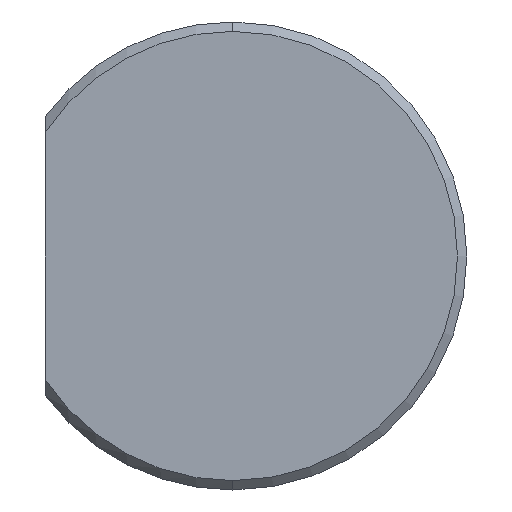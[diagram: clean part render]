
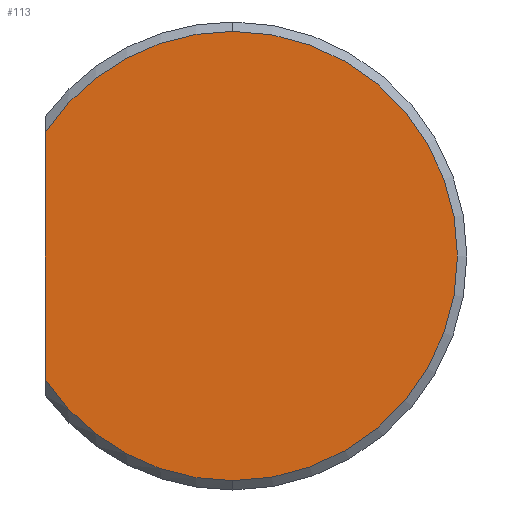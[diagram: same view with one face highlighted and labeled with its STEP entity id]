
A CAD part, front view. The second image highlights one B-rep face of the part: STEP entity #113.
In plain terms, the highlighted planar face has unit normal (0, -1, 0).
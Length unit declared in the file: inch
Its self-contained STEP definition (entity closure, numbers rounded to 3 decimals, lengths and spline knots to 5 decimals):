
#19 = FACE_OUTER_BOUND ( 'NONE', #322, .T. ) ;
#34 = CIRCLE ( 'NONE', #224, 0.11985 ) ;
#35 = VERTEX_POINT ( 'NONE', #318 ) ;
#51 = CARTESIAN_POINT ( 'NONE',  ( 0., 0., 0. ) ) ;
#52 = EDGE_CURVE ( 'NONE', #83, #35, #299, .T. ) ;
#74 = PLANE ( 'NONE',  #158 ) ;
#76 = EDGE_CURVE ( 'NONE', #35, #262, #34, .T. ) ;
#81 = VERTEX_POINT ( 'NONE', #250 ) ;
#83 = VERTEX_POINT ( 'NONE', #375 ) ;
#92 = ORIENTED_EDGE ( 'NONE', *, *, #52, .T. ) ;
#96 = EDGE_CURVE ( 'NONE', #81, #262, #368, .T. ) ;
#110 = DIRECTION ( 'NONE',  ( 0., 0., 1. ) ) ;
#113 = ADVANCED_FACE ( 'NONE', ( #19 ), #74, .F. ) ;
#114 = EDGE_CURVE ( 'NONE', #81, #83, #201, .T. ) ;
#123 = DIRECTION ( 'NONE',  ( 0., 0., 1. ) ) ;
#130 = CARTESIAN_POINT ( 'NONE',  ( 0., 0., 0. ) ) ;
#158 = AXIS2_PLACEMENT_3D ( 'NONE', #330, #399, #233 ) ;
#163 = DIRECTION ( 'NONE',  ( 0., 0., 1. ) ) ;
#168 = ORIENTED_EDGE ( 'NONE', *, *, #114, .T. ) ;
#179 = AXIS2_PLACEMENT_3D ( 'NONE', #130, #350, #163 ) ;
#201 = CIRCLE ( 'NONE', #179, 0.11985 ) ;
#203 = CARTESIAN_POINT ( 'NONE',  ( 0., 0., 0. ) ) ;
#224 = AXIS2_PLACEMENT_3D ( 'NONE', #203, #413, #245 ) ;
#225 = ORIENTED_EDGE ( 'NONE', *, *, #96, .F. ) ;
#233 = DIRECTION ( 'NONE',  ( 0., 0., 1. ) ) ;
#245 = DIRECTION ( 'NONE',  ( 0., 0., 1. ) ) ;
#250 = CARTESIAN_POINT ( 'NONE',  ( -0.10015, 0., -0.06583 ) ) ;
#262 = VERTEX_POINT ( 'NONE', #409 ) ;
#280 = ORIENTED_EDGE ( 'NONE', *, *, #76, .T. ) ;
#289 = VECTOR ( 'NONE', #110, 39.37008 ) ;
#299 = CIRCLE ( 'NONE', #306, 0.11985 ) ;
#306 = AXIS2_PLACEMENT_3D ( 'NONE', #51, #374, #123 ) ;
#318 = CARTESIAN_POINT ( 'NONE',  ( 0., 0., 0.11985 ) ) ;
#322 = EDGE_LOOP ( 'NONE', ( #225, #168, #92, #280 ) ) ;
#330 = CARTESIAN_POINT ( 'NONE',  ( 0., 0., 0. ) ) ;
#350 = DIRECTION ( 'NONE',  ( 0., -1., 0. ) ) ;
#365 = CARTESIAN_POINT ( 'NONE',  ( -0.10015, 0., -0.07455 ) ) ;
#368 = LINE ( 'NONE', #365, #289 ) ;
#374 = DIRECTION ( 'NONE',  ( 0., -1., 0. ) ) ;
#375 = CARTESIAN_POINT ( 'NONE',  ( 0., 0., -0.11985 ) ) ;
#399 = DIRECTION ( 'NONE',  ( 0., 1., 0. ) ) ;
#409 = CARTESIAN_POINT ( 'NONE',  ( -0.10015, 0., 0.06583 ) ) ;
#413 = DIRECTION ( 'NONE',  ( 0., -1., 0. ) ) ;
